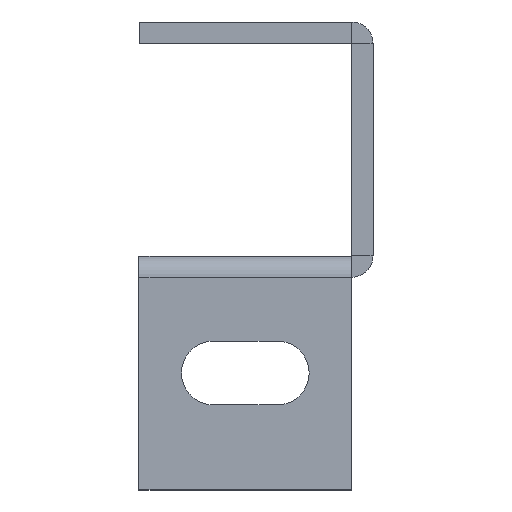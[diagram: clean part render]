
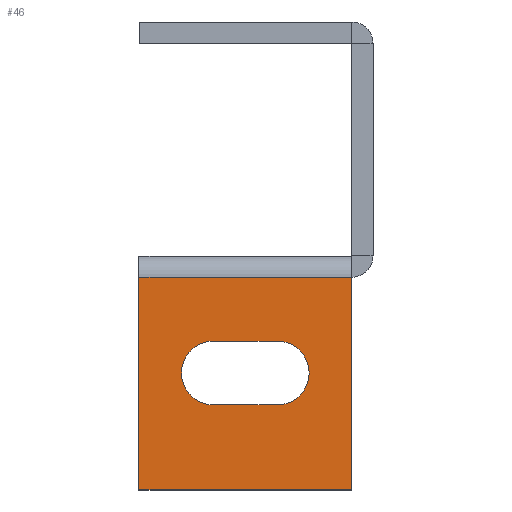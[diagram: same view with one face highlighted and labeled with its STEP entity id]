
A CAD part, left-side view. The second image highlights one B-rep face of the part: STEP entity #46.
In plain terms, the highlighted planar face has unit normal (-1, 0, 0).
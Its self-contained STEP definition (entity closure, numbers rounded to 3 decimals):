
#46 = ADVANCED_FACE ( 'NONE', ( #1364, #1348 ), #4149, .F. ) ;
#628 = ORIENTED_EDGE ( 'NONE', *, *, #3009, .T. ) ;
#629 = ORIENTED_EDGE ( 'NONE', *, *, #3008, .T. ) ;
#630 = ORIENTED_EDGE ( 'NONE', *, *, #2482, .T. ) ;
#631 = ORIENTED_EDGE ( 'NONE', *, *, #3010, .T. ) ;
#632 = ORIENTED_EDGE ( 'NONE', *, *, #2488, .F. ) ;
#633 = ORIENTED_EDGE ( 'NONE', *, *, #2490, .T. ) ;
#634 = ORIENTED_EDGE ( 'NONE', *, *, #3006, .T. ) ;
#635 = ORIENTED_EDGE ( 'NONE', *, *, #2491, .T. ) ;
#1348 = FACE_OUTER_BOUND ( 'NONE', #5307, .T. ) ;
#1364 = FACE_BOUND ( 'NONE', #5243, .T. ) ;
#1988 = LINE ( 'NONE', #8758, #1994 ) ;
#1994 = VECTOR ( 'NONE', #8761, 1000. ) ;
#2002 = LINE ( 'NONE', #8776, #2010 ) ;
#2003 = LINE ( 'NONE', #8765, #2005 ) ;
#2005 = VECTOR ( 'NONE', #8775, 1000. ) ;
#2008 = LINE ( 'NONE', #8779, #2009 ) ;
#2009 = VECTOR ( 'NONE', #8780, 1000. ) ;
#2010 = VECTOR ( 'NONE', #8782, 1000. ) ;
#2011 = LINE ( 'NONE', #8793, #2016 ) ;
#2014 = LINE ( 'NONE', #8785, #2015 ) ;
#2015 = VECTOR ( 'NONE', #8786, 1000. ) ;
#2016 = VECTOR ( 'NONE', #8794, 1000. ) ;
#2019 = CIRCLE ( 'NONE', #7172, 4.5 ) ;
#2022 = CIRCLE ( 'NONE', #7176, 4.5 ) ;
#2482 = EDGE_CURVE ( 'NONE', #3756, #3761, #1988, .T. ) ;
#2488 = EDGE_CURVE ( 'NONE', #3764, #3765, #2003, .T. ) ;
#2490 = EDGE_CURVE ( 'NONE', #3764, #3762, #2008, .T. ) ;
#2491 = EDGE_CURVE ( 'NONE', #3757, #3765, #2002, .T. ) ;
#3006 = EDGE_CURVE ( 'NONE', #3762, #3757, #2014, .T. ) ;
#3008 = EDGE_CURVE ( 'NONE', #3755, #3756, #2019, .T. ) ;
#3009 = EDGE_CURVE ( 'NONE', #3758, #3755, #2011, .T. ) ;
#3010 = EDGE_CURVE ( 'NONE', #3761, #3758, #2022, .T. ) ;
#3418 = AXIS2_PLACEMENT_3D ( 'NONE', #4148, #4151, #4152 ) ;
#3755 = VERTEX_POINT ( 'NONE', #6610 ) ;
#3756 = VERTEX_POINT ( 'NONE', #6611 ) ;
#3757 = VERTEX_POINT ( 'NONE', #6612 ) ;
#3758 = VERTEX_POINT ( 'NONE', #6613 ) ;
#3761 = VERTEX_POINT ( 'NONE', #6616 ) ;
#3762 = VERTEX_POINT ( 'NONE', #6617 ) ;
#3764 = VERTEX_POINT ( 'NONE', #6619 ) ;
#3765 = VERTEX_POINT ( 'NONE', #6620 ) ;
#4148 = CARTESIAN_POINT ( 'NONE',  ( -549.25, 15., 0. ) ) ;
#4149 = PLANE ( 'NONE',  #3418 ) ;
#4151 = DIRECTION ( 'NONE',  ( 1., 0., 0. ) ) ;
#4152 = DIRECTION ( 'NONE',  ( 0., 0., -1. ) ) ;
#5243 = EDGE_LOOP ( 'NONE', ( #628, #629, #630, #631 ) ) ;
#5307 = EDGE_LOOP ( 'NONE', ( #632, #633, #634, #635 ) ) ;
#6610 = CARTESIAN_POINT ( 'NONE',  ( -549.25, -4.5, -9. ) ) ;
#6611 = CARTESIAN_POINT ( 'NONE',  ( -549.25, -4.5, -18. ) ) ;
#6612 = CARTESIAN_POINT ( 'NONE',  ( -549.25, -15., -30. ) ) ;
#6613 = CARTESIAN_POINT ( 'NONE',  ( -549.25, 4.5, -9. ) ) ;
#6616 = CARTESIAN_POINT ( 'NONE',  ( -549.25, 4.5, -18. ) ) ;
#6617 = CARTESIAN_POINT ( 'NONE',  ( -549.25, 15., -30. ) ) ;
#6619 = CARTESIAN_POINT ( 'NONE',  ( -549.25, 15., -0.01 ) ) ;
#6620 = CARTESIAN_POINT ( 'NONE',  ( -549.25, -15., -0.01 ) ) ;
#7172 = AXIS2_PLACEMENT_3D ( 'NONE', #8778, #8791, #8792 ) ;
#7176 = AXIS2_PLACEMENT_3D ( 'NONE', #8787, #8796, #8797 ) ;
#8758 = CARTESIAN_POINT ( 'NONE',  ( -549.25, 4.5, -18. ) ) ;
#8761 = DIRECTION ( 'NONE',  ( 0., 1., 0. ) ) ;
#8765 = CARTESIAN_POINT ( 'NONE',  ( -549.25, 15., -0.01 ) ) ;
#8775 = DIRECTION ( 'NONE',  ( 0., -1., 0. ) ) ;
#8776 = CARTESIAN_POINT ( 'NONE',  ( -549.25, -15., 0. ) ) ;
#8778 = CARTESIAN_POINT ( 'NONE',  ( -549.25, -4.5, -13.5 ) ) ;
#8779 = CARTESIAN_POINT ( 'NONE',  ( -549.25, 15., -30. ) ) ;
#8780 = DIRECTION ( 'NONE',  ( 0., 0., -1. ) ) ;
#8782 = DIRECTION ( 'NONE',  ( 0., 0., 1. ) ) ;
#8785 = CARTESIAN_POINT ( 'NONE',  ( -549.25, -15., -30. ) ) ;
#8786 = DIRECTION ( 'NONE',  ( 0., -1., 0. ) ) ;
#8787 = CARTESIAN_POINT ( 'NONE',  ( -549.25, 4.5, -13.5 ) ) ;
#8791 = DIRECTION ( 'NONE',  ( 1., 0., 0. ) ) ;
#8792 = DIRECTION ( 'NONE',  ( 0., 0., -1. ) ) ;
#8793 = CARTESIAN_POINT ( 'NONE',  ( -549.25, -4.5, -9. ) ) ;
#8794 = DIRECTION ( 'NONE',  ( 0., -1., 0. ) ) ;
#8796 = DIRECTION ( 'NONE',  ( 1., 0., 0. ) ) ;
#8797 = DIRECTION ( 'NONE',  ( 0., 0., -1. ) ) ;
